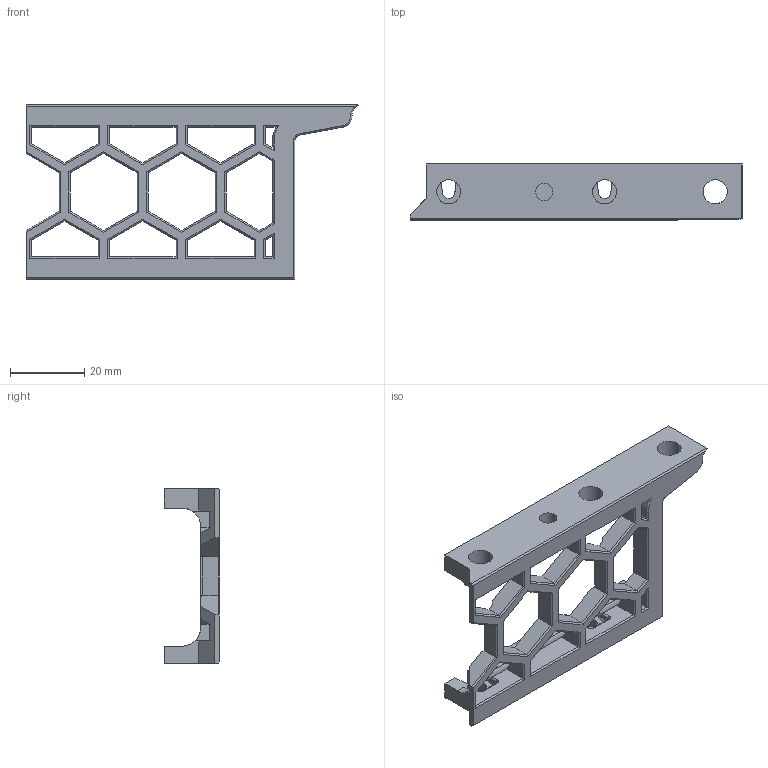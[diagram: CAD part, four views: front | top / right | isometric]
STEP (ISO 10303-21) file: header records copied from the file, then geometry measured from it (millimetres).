
FILE_DESCRIPTION (( 'STEP AP214' ), '1' );
FILE_NAME ('side_skirt_two_piece_b.STEP', '2021-10-23T17:49:44', ( '' ), ( '' ), 'SwSTEP 2.0', 'SolidWorks 2021', '' );
FILE_SCHEMA (( 'AUTOMOTIVE_DESIGN' ));
Length unit declared in the file: millimetre
Products named in the file (1): side_skirt_two_piece_b
Bounding box: 89.4 x 15 x 47 mm (x, y, z)
Volume: 15908.6 mm3; surface area: 10605.3 mm2
Topology: 1 solids, 1 shells, 243 faces, 670 edges, 413 vertices
Faces by surface type: plane 165, cylinder 43, cone 12, bspline 11, torus 6, sphere 6
Entity records: 8011 total; most frequent: CARTESIAN_POINT 1985, ORIENTED_EDGE 1332, DIRECTION 1143, EDGE_CURVE 666, LINE 465, VECTOR 465, VERTEX_POINT 412, AXIS2_PLACEMENT_3D 339
